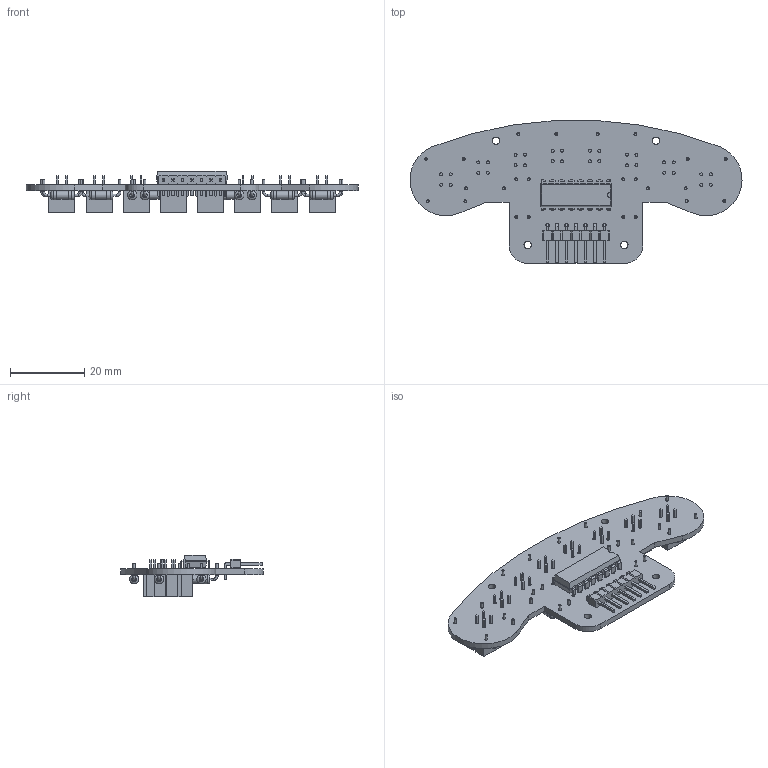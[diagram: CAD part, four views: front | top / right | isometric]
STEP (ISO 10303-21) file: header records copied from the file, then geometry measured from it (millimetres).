
FILE_DESCRIPTION(('FreeCAD Model'),'2;1');
FILE_NAME('Sensors_board_V2.step','2019-03-04T23:26:04',('kicad StepUp'),( 'ksu MCAD'),'Open CASCADE STEP processor 7.3','FreeCAD','Unknown');
FILE_SCHEMA(('AUTOMOTIVE_DESIGN { 1 0 10303 214 1 1 1 1 }'));
Length unit declared in the file: millimetre
Products named in the file (29): Sensors_board; Board_Geoms; Pcb; PCB_Sketch; Step_Models; Top; DIP-16_W7.62mm_; PinHeader_1x07_P254mm_Horizontal_; Bot; Vishay_CNY70_; Vishay_CNY70_001; R_Axial_DIN0207_L63mm_D25mm_P1016mm_Horizontal_; Vishay_CNY70_002; Vishay_CNY70_003; R_Axial_DIN0207_L63mm_D25mm_P1016mm_Horizontal_001; Vishay_CNY70_004; Vishay_CNY70_005; R_Axial_DIN0207_L63mm_D25mm_P1016mm_Horizontal_002; R_Axial_DIN0207_L63mm_D25mm_P1016mm_Horizontal_003; R_Axial_DIN0207_L63mm_D25mm_P1016mm_Horizontal_004; R_Axial_DIN0207_L63mm_D25mm_P1016mm_Horizontal_005; R_Axial_DIN0207_L63mm_D25mm_P1016mm_Horizontal_006; R_Axial_DIN0207_L63mm_D25mm_P1016mm_Horizontal_007; R_Axial_DIN0207_L63mm_D25mm_P1016mm_Horizontal_008; R_Axial_DIN0207_L63mm_D25mm_P1016mm_Horizontal_009; R_Axial_DIN0207_L63mm_D25mm_P1016mm_Horizontal_010; R_Axial_DIN0207_L63mm_D25mm_P1016mm_Horizontal_011; Vishay_CNY70_006; Vishay_CNY70_007
Assembly tree (28 placements, depth 4):
  Sensors_board
    Board_Geoms
      Pcb
      PCB_Sketch
    Step_Models
      Top
        DIP-16_W7.62mm_
        PinHeader_1x07_P254mm_Horizontal_
      Bot
        Vishay_CNY70_
        Vishay_CNY70_001
        R_Axial_DIN0207_L63mm_D25mm_P1016mm_Horizontal_
        Vishay_CNY70_002
        Vishay_CNY70_003
        R_Axial_DIN0207_L63mm_D25mm_P1016mm_Horizontal_001
        Vishay_CNY70_004
        Vishay_CNY70_005
        R_Axial_DIN0207_L63mm_D25mm_P1016mm_Horizontal_002
        R_Axial_DIN0207_L63mm_D25mm_P1016mm_Horizontal_003
        R_Axial_DIN0207_L63mm_D25mm_P1016mm_Horizontal_004
        R_Axial_DIN0207_L63mm_D25mm_P1016mm_Horizontal_005
        R_Axial_DIN0207_L63mm_D25mm_P1016mm_Horizontal_006
        R_Axial_DIN0207_L63mm_D25mm_P1016mm_Horizontal_007
        R_Axial_DIN0207_L63mm_D25mm_P1016mm_Horizontal_008
        R_Axial_DIN0207_L63mm_D25mm_P1016mm_Horizontal_009
        R_Axial_DIN0207_L63mm_D25mm_P1016mm_Horizontal_010
        R_Axial_DIN0207_L63mm_D25mm_P1016mm_Horizontal_011
        Vishay_CNY70_006
        Vishay_CNY70_007
Bounding box: 89.31 x 38.44 x 11.28 mm (x, y, z)
Volume: 6692.2 mm3; surface area: 9833.2 mm2
Topology: 23 solids, 23 shells, 1122 faces, 2688 edges, 1742 vertices
Faces by surface type: plane 818, cylinder 212, torus 64, bspline 28
Full cylindrical faces by diameter (mm): 0.6 x48, 0.8 x72, 1 x7, 2 x4, 2.25 x12, 2.5 x24
Entity records: 40456 total; most frequent: CARTESIAN_POINT 5985, DIRECTION 5470, ORIENTED_EDGE 5344, EDGE_CURVE 2672, LINE 2114, VECTOR 2114, VERTEX_POINT 1714, AXIS2_PLACEMENT_3D 1678
